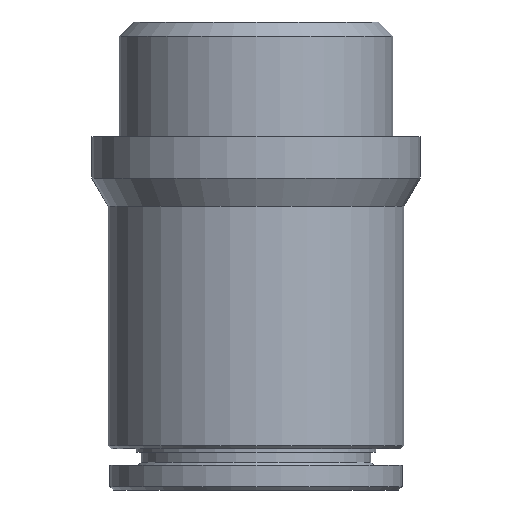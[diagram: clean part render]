
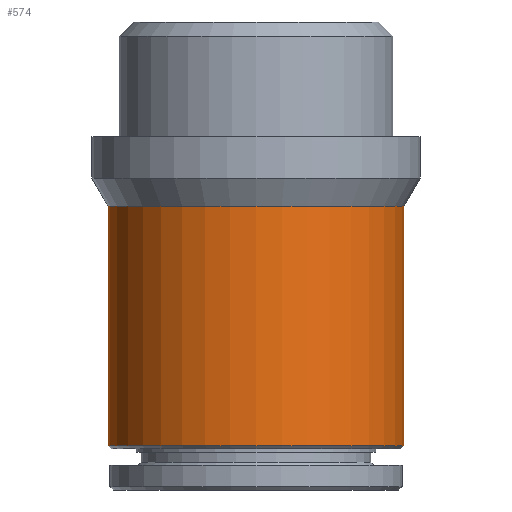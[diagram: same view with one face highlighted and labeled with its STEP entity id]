
A CAD part, front view. The second image highlights one B-rep face of the part: STEP entity #574.
In plain terms, the highlighted cylindrical face has radius 9 mm (diameter 18 mm), a full revolution.
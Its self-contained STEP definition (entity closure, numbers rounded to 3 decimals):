
#149=ORIENTED_EDGE('',*,*,#286,.F.);
#150=ORIENTED_EDGE('',*,*,#285,.T.);
#285=EDGE_CURVE('',#359,#359,#415,.T.);
#286=EDGE_CURVE('',#360,#360,#416,.T.);
#359=VERTEX_POINT('',#901);
#360=VERTEX_POINT('',#904);
#415=CIRCLE('',#640,9.);
#416=CIRCLE('',#642,9.);
#459=EDGE_LOOP('',(#149));
#460=EDGE_LOOP('',(#150));
#519=FACE_BOUND('',#459,.T.);
#520=FACE_BOUND('',#460,.T.);
#557=CYLINDRICAL_SURFACE('',#641,9.);
#574=ADVANCED_FACE('',(#519,#520),#557,.T.);
#640=AXIS2_PLACEMENT_3D('',#900,#740,#741);
#641=AXIS2_PLACEMENT_3D('',#902,#742,#743);
#642=AXIS2_PLACEMENT_3D('',#903,#744,#745);
#740=DIRECTION('',(0.,0.,1.));
#741=DIRECTION('',(1.,0.,0.));
#742=DIRECTION('',(0.,0.,1.));
#743=DIRECTION('',(1.,0.,0.));
#744=DIRECTION('',(0.,0.,1.));
#745=DIRECTION('',(1.,0.,0.));
#900=CARTESIAN_POINT('',(0.,0.,-18.8));
#901=CARTESIAN_POINT('',(9.,0.,-18.8));
#902=CARTESIAN_POINT('',(0.,0.,0.));
#903=CARTESIAN_POINT('',(0.,0.,-4.232));
#904=CARTESIAN_POINT('',(9.,0.,-4.232));
